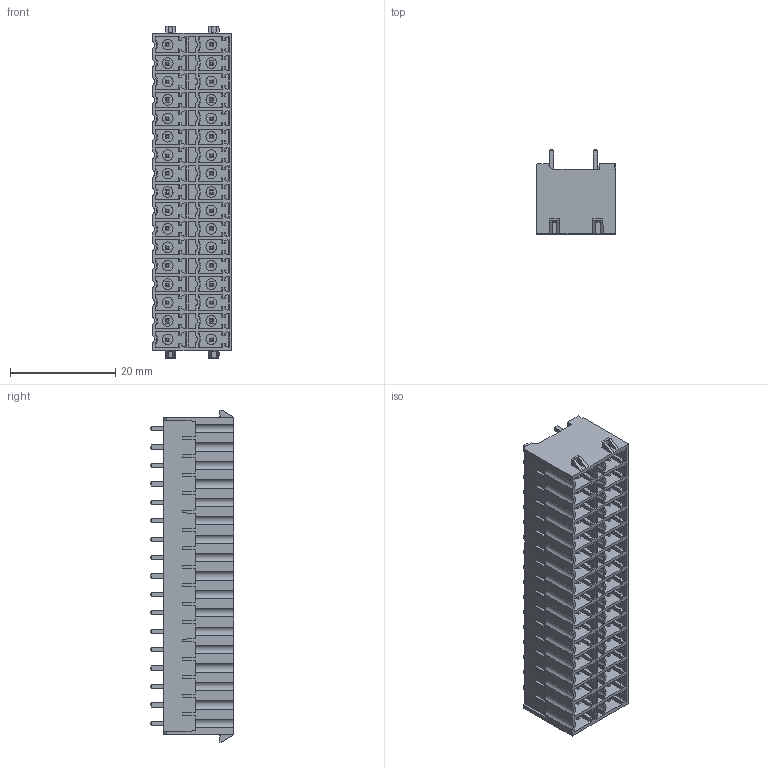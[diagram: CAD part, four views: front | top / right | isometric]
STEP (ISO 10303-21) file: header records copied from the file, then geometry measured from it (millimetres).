
FILE_DESCRIPTION((''),'2;1');
FILE_NAME('TLPHDL-007V-1','2024-09-14T08:57:40',('sheji109'),(''),'CREO PARAMETRIC BY PTC INC, 2018100','CREO PARAMETRIC BY PTC INC, 2018100','');
FILE_SCHEMA(('AUTOMOTIVE_DESIGN { 1 0 10303 214 1 1 1 1 }'));
Products named in the file (1): TLPHDL-007V-1
Bounding box: 15.2 x 15.9 x 63.1 mm (x, y, z)
Volume: 7789.4 mm3; surface area: 11141.6 mm2
Topology: 1 solids, 46 shells, 3425 faces, 9093 edges, 5913 vertices
Faces by surface type: plane 2951, cylinder 297, cone 147, bspline 30
Entity records: 105921 total; most frequent: CARTESIAN_POINT 21292, ORIENTED_EDGE 18186, DIRECTION 16152, EDGE_CURVE 9093, VECTOR 7976, LINE 7976, VERTEX_POINT 5913, AXIS2_PLACEMENT_3D 4088
